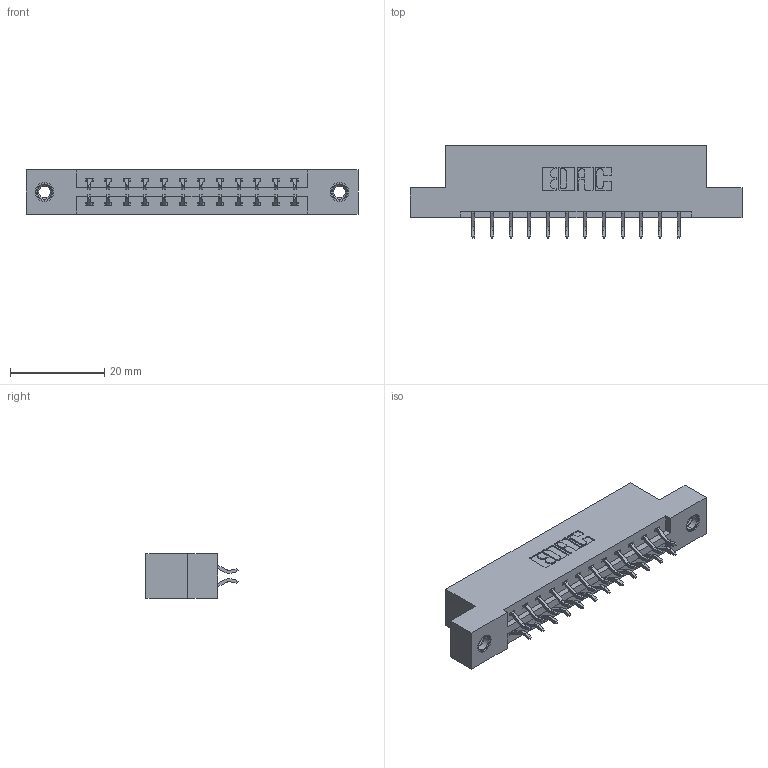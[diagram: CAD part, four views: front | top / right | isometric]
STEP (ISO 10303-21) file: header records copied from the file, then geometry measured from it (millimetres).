
FILE_DESCRIPTION (( 'STEP AP203' ), '1' );
FILE_NAME ('337-024-556-207.STEP', '2019-10-08T15:40:18', ( '' ), ( '' ), 'SwSTEP 2.0', 'SolidWorks 2016', '' );
FILE_SCHEMA (( 'CONFIG_CONTROL_DESIGN' ));
Length unit declared in the file: inch
Products named in the file (4): 345-250-001_345-250-005-103; 337-024-556-207; 345-292-001_556 Tail; 337 Part_Flush Mounting Lugs - 0.156 Dia-TI
Assembly tree (27 placements, depth 2):
  337-024-556-207
    337 Part_Flush Mounting Lugs - 0.156 Dia-TI
    345-292-001_556 Tail  x24
    345-250-001_345-250-005-103  x2
Bounding box: 70.56 x 19.57 x 9.4 mm (x, y, z)
Volume: 7022.5 mm3; surface area: 7658.2 mm2
Topology: 27 solids, 27 shells, 1614 faces, 4743 edges, 3122 vertices
Faces by surface type: plane 1110, cylinder 488, cone 12, torus 4
Entity records: 14590 total; most frequent: CARTESIAN_POINT 2477, ORIENTED_EDGE 2394, DIRECTION 2183, EDGE_CURVE 1197, LINE 1041, VECTOR 1041, VERTEX_POINT 792, AXIS2_PLACEMENT_3D 571
